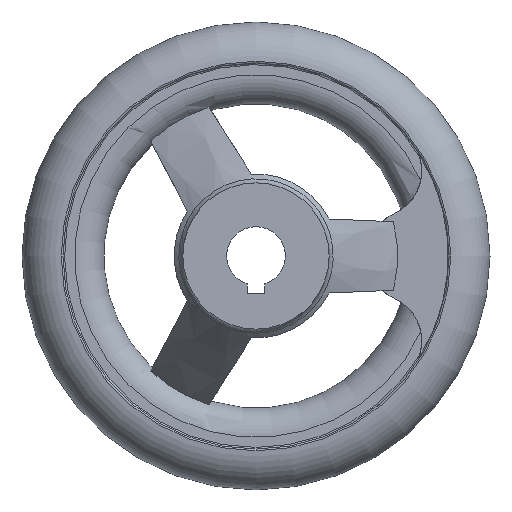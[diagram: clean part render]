
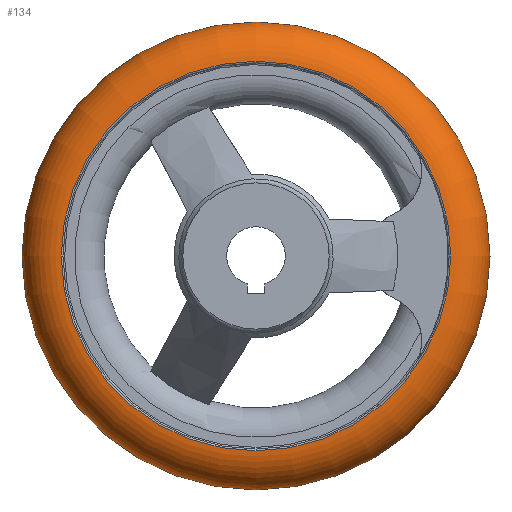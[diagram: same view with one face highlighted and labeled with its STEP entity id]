
A CAD part, front view. The second image highlights one B-rep face of the part: STEP entity #134.
In plain terms, the highlighted toroidal (fillet/blend) face has major radius 33 mm and minor radius 7 mm.
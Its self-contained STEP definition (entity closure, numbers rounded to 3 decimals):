
#134 = ADVANCED_FACE( '', ( #289, #290, #291 ), #292, .T. );
#289 = FACE_BOUND( '', #479, .T. );
#290 = FACE_OUTER_BOUND( '', #480, .T. );
#291 = FACE_OUTER_BOUND( '', #481, .T. );
#292 = TOROIDAL_SURFACE( '', #482, 33., 7. );
#479 = VERTEX_LOOP( '', #794 );
#480 = EDGE_LOOP( '', ( #795 ) );
#481 = EDGE_LOOP( '', ( #796 ) );
#482 = AXIS2_PLACEMENT_3D( '', #797, #798, #799 );
#794 = VERTEX_POINT( '', #996 );
#795 = ORIENTED_EDGE( '', *, *, #887, .T. );
#796 = ORIENTED_EDGE( '', *, *, #903, .F. );
#797 = CARTESIAN_POINT( '', ( 0., 22., 0. ) );
#798 = DIRECTION( '', ( 0., -1., 0. ) );
#799 = DIRECTION( '', ( 0., 0., -1. ) );
#887 = EDGE_CURVE( '', #1042, #1042, #1043, .T. );
#903 = EDGE_CURVE( '', #1070, #1070, #1071, .T. );
#996 = CARTESIAN_POINT( '', ( 0., 22., -40. ) );
#1042 = VERTEX_POINT( '', #1291 );
#1043 = CIRCLE( '', #1292, 33.292 );
#1070 = VERTEX_POINT( '', #1376 );
#1071 = CIRCLE( '', #1377, 33.292 );
#1291 = CARTESIAN_POINT( '', ( 0., 28.994, -33.292 ) );
#1292 = AXIS2_PLACEMENT_3D( '', #1762, #1763, #1764 );
#1376 = CARTESIAN_POINT( '', ( 0., 15.006, -33.292 ) );
#1377 = AXIS2_PLACEMENT_3D( '', #1787, #1788, #1789 );
#1762 = CARTESIAN_POINT( '', ( 0., 28.994, 0. ) );
#1763 = DIRECTION( '', ( 0., -1., 0. ) );
#1764 = DIRECTION( '', ( 0., 0., -1. ) );
#1787 = CARTESIAN_POINT( '', ( 0., 15.006, 0. ) );
#1788 = DIRECTION( '', ( 0., -1., 0. ) );
#1789 = DIRECTION( '', ( 0., 0., -1. ) );
